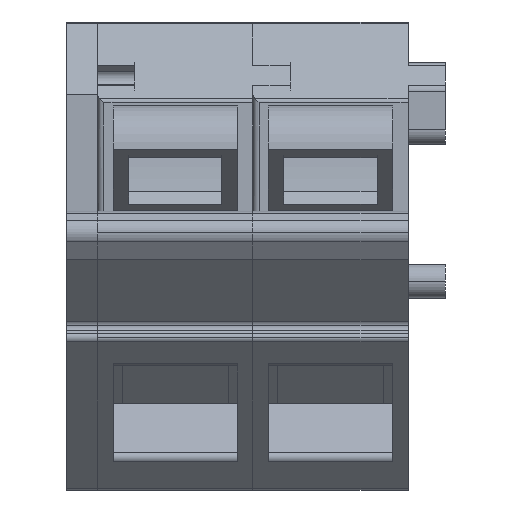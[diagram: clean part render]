
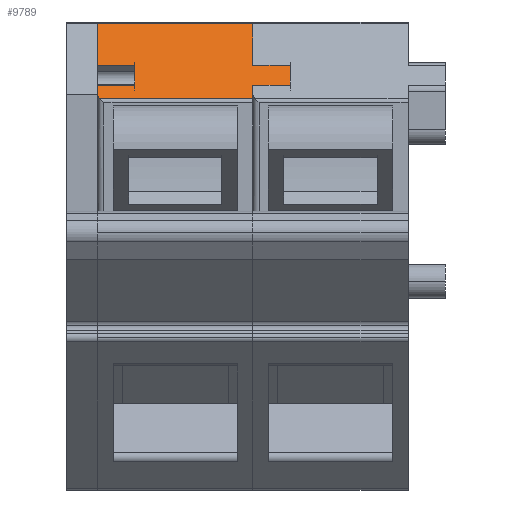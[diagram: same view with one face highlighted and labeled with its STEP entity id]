
A CAD part, top view. The second image highlights one B-rep face of the part: STEP entity #9789.
In plain terms, the highlighted planar face has unit normal (0, 0.707, 0.707).
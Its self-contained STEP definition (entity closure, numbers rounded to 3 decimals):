
#204 = ORIENTED_EDGE ( 'NONE', *, *, #5002, .F. ) ;
#252 = EDGE_CURVE ( 'NONE', #12729, #4932, #17049, .T. ) ;
#801 = DIRECTION ( 'NONE',  ( -1., 0., 0. ) ) ;
#1449 = DIRECTION ( 'NONE',  ( 0., -0.707, -0.707 ) ) ;
#2344 = VECTOR ( 'NONE', #8491, 1000. ) ;
#2364 = EDGE_CURVE ( 'NONE', #25160, #8564, #10258, .T. ) ;
#3033 = VECTOR ( 'NONE', #23656, 1000. ) ;
#3050 = AXIS2_PLACEMENT_3D ( 'NONE', #13491, #1449, #3442 ) ;
#3442 = DIRECTION ( 'NONE',  ( 0., 0.707, -0.707 ) ) ;
#3594 = LINE ( 'NONE', #13645, #3033 ) ;
#3919 = CARTESIAN_POINT ( 'NONE',  ( 1.1, 5.512, 10.023 ) ) ;
#3978 = VECTOR ( 'NONE', #801, 1000. ) ;
#3987 = LINE ( 'NONE', #8786, #14290 ) ;
#4169 = CARTESIAN_POINT ( 'NONE',  ( -0.1, 7.491, 8.044 ) ) ;
#4339 = EDGE_CURVE ( 'NONE', #24100, #13126, #24061, .T. ) ;
#4767 = CARTESIAN_POINT ( 'NONE',  ( -5.079, 5.118, 10.417 ) ) ;
#4890 = LINE ( 'NONE', #17874, #8758 ) ;
#4932 = VERTEX_POINT ( 'NONE', #14294 ) ;
#5002 = EDGE_CURVE ( 'NONE', #26894, #21552, #4890, .T. ) ;
#5028 = DIRECTION ( 'NONE',  ( 0., -0.707, 0.707 ) ) ;
#5671 = EDGE_CURVE ( 'NONE', #25054, #24100, #5928, .T. ) ;
#5724 = ORIENTED_EDGE ( 'NONE', *, *, #4339, .T. ) ;
#5928 = LINE ( 'NONE', #8895, #3978 ) ;
#5930 = CARTESIAN_POINT ( 'NONE',  ( -3.9, 6.149, 9.386 ) ) ;
#6275 = CARTESIAN_POINT ( 'NONE',  ( -5.1, 7.491, 8.044 ) ) ;
#6279 = CARTESIAN_POINT ( 'NONE',  ( -0.1, 5.08, 10.455 ) ) ;
#6837 = CARTESIAN_POINT ( 'NONE',  ( -5.1, 6.149, 9.386 ) ) ;
#6948 = CARTESIAN_POINT ( 'NONE',  ( -5.041, 5.08, 10.455 ) ) ;
#7977 = CARTESIAN_POINT ( 'NONE',  ( -5.1, 7.55, 7.985 ) ) ;
#8491 = DIRECTION ( 'NONE',  ( 0., -0.707, 0.707 ) ) ;
#8564 = VERTEX_POINT ( 'NONE', #6837 ) ;
#8671 = CARTESIAN_POINT ( 'NONE',  ( -5.041, 5.08, 10.455 ) ) ;
#8758 = VECTOR ( 'NONE', #32315, 1000. ) ;
#8786 = CARTESIAN_POINT ( 'NONE',  ( -0.1, 7.55, 7.985 ) ) ;
#8895 = CARTESIAN_POINT ( 'NONE',  ( -3.9, 5.512, 10.023 ) ) ;
#8945 = DIRECTION ( 'NONE',  ( 0., -0.707, 0.707 ) ) ;
#9614 = EDGE_CURVE ( 'NONE', #13126, #19926, #21487, .T. ) ;
#9789 = ADVANCED_FACE ( 'NONE', ( #22849 ), #12646, .F. ) ;
#10196 = CARTESIAN_POINT ( 'NONE',  ( -5.1, 5.221, 10.314 ) ) ;
#10258 = LINE ( 'NONE', #7977, #12683 ) ;
#11689 = CARTESIAN_POINT ( 'NONE',  ( -5.1, 5.167, 10.368 ) ) ;
#12207 = LINE ( 'NONE', #32228, #20072 ) ;
#12646 = PLANE ( 'NONE',  #3050 ) ;
#12683 = VECTOR ( 'NONE', #17987, 1000. ) ;
#12729 = VERTEX_POINT ( 'NONE', #4169 ) ;
#12941 = DIRECTION ( 'NONE',  ( -1., 0., 0. ) ) ;
#13126 = VERTEX_POINT ( 'NONE', #10196 ) ;
#13461 = EDGE_CURVE ( 'NONE', #26894, #4932, #30025, .T. ) ;
#13491 = CARTESIAN_POINT ( 'NONE',  ( -0.1, 7.55, 7.985 ) ) ;
#13645 = CARTESIAN_POINT ( 'NONE',  ( -0.1, 5.08, 10.455 ) ) ;
#13738 = VECTOR ( 'NONE', #29925, 1000. ) ;
#14290 = VECTOR ( 'NONE', #8945, 1000. ) ;
#14294 = CARTESIAN_POINT ( 'NONE',  ( -0.1, 6.149, 9.386 ) ) ;
#14837 = LINE ( 'NONE', #32374, #13738 ) ;
#14981 = EDGE_LOOP ( 'NONE', ( #5724, #23662, #18849, #15322, #25287, #204, #24505, #15995, #15918, #25619, #30877, #24051, #23320 ) ) ;
#15082 = CARTESIAN_POINT ( 'NONE',  ( 1.1, 6.149, 9.386 ) ) ;
#15188 = CARTESIAN_POINT ( 'NONE',  ( 1.1, 6.149, 9.386 ) ) ;
#15322 = ORIENTED_EDGE ( 'NONE', *, *, #20938, .F. ) ;
#15918 = ORIENTED_EDGE ( 'NONE', *, *, #16934, .T. ) ;
#15995 = ORIENTED_EDGE ( 'NONE', *, *, #252, .F. ) ;
#16123 = CARTESIAN_POINT ( 'NONE',  ( 1.1, 5.512, 10.023 ) ) ;
#16157 = CARTESIAN_POINT ( 'NONE',  ( -5.1, 7.55, 7.985 ) ) ;
#16205 = VERTEX_POINT ( 'NONE', #26297 ) ;
#16409 = LINE ( 'NONE', #3919, #20259 ) ;
#16613 = CARTESIAN_POINT ( 'NONE',  ( -5.1, 5.221, 10.314 ) ) ;
#16934 = EDGE_CURVE ( 'NONE', #12729, #25160, #12207, .T. ) ;
#16990 = EDGE_CURVE ( 'NONE', #22485, #8564, #14837, .T. ) ;
#17049 = LINE ( 'NONE', #19563, #28732 ) ;
#17874 = CARTESIAN_POINT ( 'NONE',  ( 1.1, 7.768, 7.768 ) ) ;
#17987 = DIRECTION ( 'NONE',  ( 0., -0.707, 0.707 ) ) ;
#18849 = ORIENTED_EDGE ( 'NONE', *, *, #21883, .T. ) ;
#19115 = EDGE_CURVE ( 'NONE', #22485, #25054, #31411, .T. ) ;
#19563 = CARTESIAN_POINT ( 'NONE',  ( -0.1, 7.55, 7.985 ) ) ;
#19926 = VERTEX_POINT ( 'NONE', #8671 ) ;
#20072 = VECTOR ( 'NONE', #29769, 1000. ) ;
#20259 = VECTOR ( 'NONE', #22181, 1000. ) ;
#20449 = CARTESIAN_POINT ( 'NONE',  ( -3.9, 5.512, 10.023 ) ) ;
#20489 = VECTOR ( 'NONE', #21765, 1000. ) ;
#20938 = EDGE_CURVE ( 'NONE', #16205, #21570, #3987, .T. ) ;
#21487 =( BOUNDED_CURVE ( )  B_SPLINE_CURVE ( 3, ( #16613, #11689, #4767, #6948 ),
 .UNSPECIFIED., .F., .T. ) 
 B_SPLINE_CURVE_WITH_KNOTS ( ( 4, 4 ),
 ( 4.712, 5.498 ),
 .UNSPECIFIED. ) 
 CURVE ( )  GEOMETRIC_REPRESENTATION_ITEM ( )  RATIONAL_B_SPLINE_CURVE ( ( 1., 0.949, 0.949, 1. ) ) 
 REPRESENTATION_ITEM ( '' )  );
#21552 = VERTEX_POINT ( 'NONE', #16123 ) ;
#21570 = VERTEX_POINT ( 'NONE', #6279 ) ;
#21765 = DIRECTION ( 'NONE',  ( 0., -0.707, 0.707 ) ) ;
#21883 = EDGE_CURVE ( 'NONE', #19926, #21570, #3594, .T. ) ;
#22181 = DIRECTION ( 'NONE',  ( -1., 0., 0. ) ) ;
#22485 = VERTEX_POINT ( 'NONE', #5930 ) ;
#22849 = FACE_OUTER_BOUND ( 'NONE', #14981, .T. ) ;
#22912 = CARTESIAN_POINT ( 'NONE',  ( -5.1, 5.512, 10.023 ) ) ;
#23320 = ORIENTED_EDGE ( 'NONE', *, *, #5671, .T. ) ;
#23656 = DIRECTION ( 'NONE',  ( 1., 0., 0. ) ) ;
#23662 = ORIENTED_EDGE ( 'NONE', *, *, #9614, .T. ) ;
#24051 = ORIENTED_EDGE ( 'NONE', *, *, #19115, .T. ) ;
#24061 = LINE ( 'NONE', #16157, #2344 ) ;
#24100 = VERTEX_POINT ( 'NONE', #22912 ) ;
#24505 = ORIENTED_EDGE ( 'NONE', *, *, #13461, .T. ) ;
#25054 = VERTEX_POINT ( 'NONE', #20449 ) ;
#25160 = VERTEX_POINT ( 'NONE', #6275 ) ;
#25287 = ORIENTED_EDGE ( 'NONE', *, *, #30707, .F. ) ;
#25619 = ORIENTED_EDGE ( 'NONE', *, *, #2364, .T. ) ;
#26297 = CARTESIAN_POINT ( 'NONE',  ( -0.1, 5.512, 10.023 ) ) ;
#26894 = VERTEX_POINT ( 'NONE', #15188 ) ;
#28732 = VECTOR ( 'NONE', #5028, 1000. ) ;
#28930 = CARTESIAN_POINT ( 'NONE',  ( -3.9, 7.768, 7.768 ) ) ;
#29769 = DIRECTION ( 'NONE',  ( -1., 0., 0. ) ) ;
#29925 = DIRECTION ( 'NONE',  ( -1., 0., 0. ) ) ;
#30025 = LINE ( 'NONE', #15082, #31428 ) ;
#30707 = EDGE_CURVE ( 'NONE', #21552, #16205, #16409, .T. ) ;
#30877 = ORIENTED_EDGE ( 'NONE', *, *, #16990, .F. ) ;
#31411 = LINE ( 'NONE', #28930, #20489 ) ;
#31428 = VECTOR ( 'NONE', #12941, 1000. ) ;
#32228 = CARTESIAN_POINT ( 'NONE',  ( -0.1, 7.491, 8.044 ) ) ;
#32315 = DIRECTION ( 'NONE',  ( 0., -0.707, 0.707 ) ) ;
#32374 = CARTESIAN_POINT ( 'NONE',  ( -3.9, 6.149, 9.386 ) ) ;
